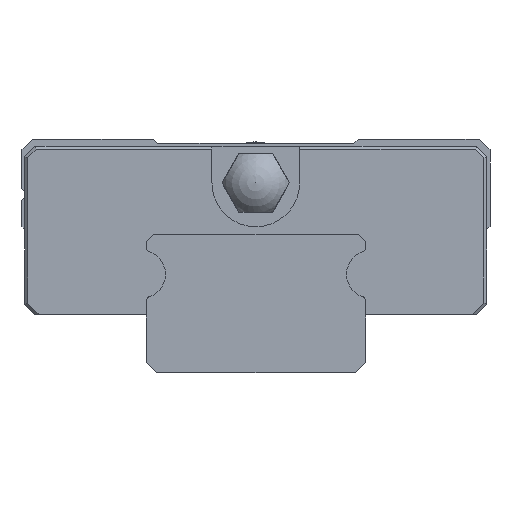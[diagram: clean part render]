
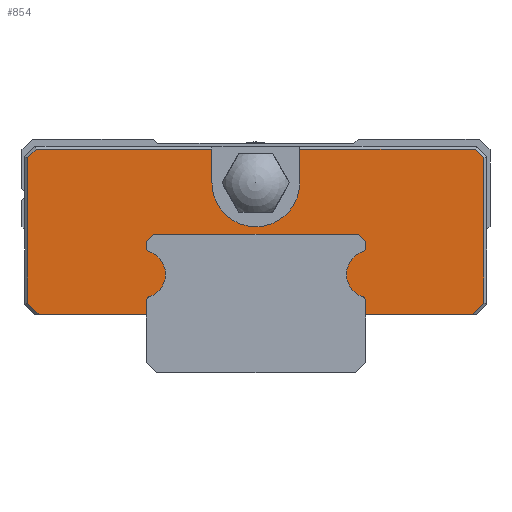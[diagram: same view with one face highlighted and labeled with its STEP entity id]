
A CAD part, front view. The second image highlights one B-rep face of the part: STEP entity #854.
In plain terms, the highlighted planar face has unit normal (0, -1, 0).
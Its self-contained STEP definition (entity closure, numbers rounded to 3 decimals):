
#161=PLANE('',#2503);
#259=FACE_OUTER_BOUND('',#1077,.T.);
#306=LINE('',#3272,#536);
#355=LINE('',#3377,#585);
#377=LINE('',#3455,#607);
#381=LINE('',#3467,#611);
#387=LINE('',#3488,#617);
#390=LINE('',#3494,#620);
#392=LINE('',#3497,#622);
#395=LINE('',#3503,#625);
#398=LINE('',#3531,#628);
#422=LINE('',#3595,#652);
#426=LINE('',#3602,#656);
#427=LINE('',#3604,#657);
#431=LINE('',#3614,#661);
#432=LINE('',#3616,#662);
#434=LINE('',#3620,#664);
#437=LINE('',#3625,#667);
#440=LINE('',#3631,#670);
#441=LINE('',#3633,#671);
#444=LINE('',#3639,#674);
#536=VECTOR('',#2637,1.);
#585=VECTOR('',#2718,1.);
#607=VECTOR('',#2774,1.);
#611=VECTOR('',#2786,1.);
#617=VECTOR('',#2806,1.);
#620=VECTOR('',#2811,1.);
#622=VECTOR('',#2815,1.);
#625=VECTOR('',#2820,1.);
#628=VECTOR('',#2831,1.);
#652=VECTOR('',#2889,1.);
#656=VECTOR('',#2895,1.);
#657=VECTOR('',#2898,1.);
#661=VECTOR('',#2908,1.);
#662=VECTOR('',#2911,1.);
#664=VECTOR('',#2915,1.);
#667=VECTOR('',#2920,1.);
#670=VECTOR('',#2925,1.);
#671=VECTOR('',#2928,1.);
#674=VECTOR('',#2937,1.);
#854=ADVANCED_FACE('',(#259),#161,.F.);
#1077=EDGE_LOOP('',(#1469,#1470,#1471,#1472,#1473,#1474,#1475,#1476,#1477,
#1478,#1479,#1480,#1481,#1482,#1483,#1484,#1485,#1486,#1487,#1488,#1489,
#1490,#1491,#1492,#1493,#1494));
#1469=ORIENTED_EDGE('',*,*,#2079,.T.);
#1470=ORIENTED_EDGE('',*,*,#2115,.T.);
#1471=ORIENTED_EDGE('',*,*,#2109,.T.);
#1472=ORIENTED_EDGE('',*,*,#2106,.F.);
#1473=ORIENTED_EDGE('',*,*,#2118,.T.);
#1474=ORIENTED_EDGE('',*,*,#2139,.T.);
#1475=ORIENTED_EDGE('',*,*,#2136,.T.);
#1476=ORIENTED_EDGE('',*,*,#2121,.T.);
#1477=ORIENTED_EDGE('',*,*,#2134,.T.);
#1478=ORIENTED_EDGE('',*,*,#2131,.T.);
#1479=ORIENTED_EDGE('',*,*,#2128,.T.);
#1480=ORIENTED_EDGE('',*,*,#2125,.F.);
#1481=ORIENTED_EDGE('',*,*,#2144,.T.);
#1482=ORIENTED_EDGE('',*,*,#2148,.T.);
#1483=ORIENTED_EDGE('',*,*,#2028,.T.);
#1484=ORIENTED_EDGE('',*,*,#2198,.T.);
#1485=ORIENTED_EDGE('',*,*,#2199,.T.);
#1486=ORIENTED_EDGE('',*,*,#2192,.T.);
#1487=ORIENTED_EDGE('',*,*,#2190,.T.);
#1488=ORIENTED_EDGE('',*,*,#2189,.T.);
#1489=ORIENTED_EDGE('',*,*,#2186,.T.);
#1490=ORIENTED_EDGE('',*,*,#2184,.T.);
#1491=ORIENTED_EDGE('',*,*,#2183,.T.);
#1492=ORIENTED_EDGE('',*,*,#2179,.T.);
#1493=ORIENTED_EDGE('',*,*,#2202,.T.);
#1494=ORIENTED_EDGE('',*,*,#2195,.T.);
#1810=VERTEX_POINT('',#3271);
#1811=VERTEX_POINT('',#3273);
#1850=VERTEX_POINT('',#3376);
#1851=VERTEX_POINT('',#3378);
#1866=VERTEX_POINT('',#3424);
#1867=VERTEX_POINT('',#3426);
#1869=VERTEX_POINT('',#3432);
#1875=VERTEX_POINT('',#3460);
#1877=VERTEX_POINT('',#3466);
#1878=VERTEX_POINT('',#3468);
#1881=VERTEX_POINT('',#3475);
#1882=VERTEX_POINT('',#3477);
#1884=VERTEX_POINT('',#3483);
#1886=VERTEX_POINT('',#3489);
#1888=VERTEX_POINT('',#3498);
#1893=VERTEX_POINT('',#3521);
#1917=VERTEX_POINT('',#3594);
#1918=VERTEX_POINT('',#3596);
#1919=VERTEX_POINT('',#3601);
#1920=VERTEX_POINT('',#3605);
#1921=VERTEX_POINT('',#3609);
#1922=VERTEX_POINT('',#3613);
#1923=VERTEX_POINT('',#3617);
#1924=VERTEX_POINT('',#3621);
#1925=VERTEX_POINT('',#3626);
#1926=VERTEX_POINT('',#3630);
#2028=EDGE_CURVE('',#1811,#1810,#306,.T.);
#2079=EDGE_CURVE('',#1851,#1850,#355,.T.);
#2106=EDGE_CURVE('',#1866,#1867,#2347,.T.);
#2109=EDGE_CURVE('',#1869,#1867,#2349,.T.);
#2115=EDGE_CURVE('',#1850,#1869,#377,.T.);
#2118=EDGE_CURVE('',#1866,#1875,#2351,.T.);
#2121=EDGE_CURVE('',#1878,#1877,#381,.T.);
#2125=EDGE_CURVE('',#1881,#1882,#2353,.T.);
#2128=EDGE_CURVE('',#1884,#1882,#2355,.T.);
#2131=EDGE_CURVE('',#1886,#1884,#387,.T.);
#2134=EDGE_CURVE('',#1877,#1886,#390,.T.);
#2136=EDGE_CURVE('',#1888,#1878,#392,.T.);
#2139=EDGE_CURVE('',#1875,#1888,#395,.T.);
#2144=EDGE_CURVE('',#1881,#1893,#2357,.T.);
#2148=EDGE_CURVE('',#1893,#1811,#398,.T.);
#2179=EDGE_CURVE('',#1918,#1917,#422,.T.);
#2183=EDGE_CURVE('',#1919,#1918,#426,.T.);
#2184=EDGE_CURVE('',#1920,#1919,#427,.T.);
#2186=EDGE_CURVE('',#1921,#1920,#2366,.T.);
#2189=EDGE_CURVE('',#1922,#1921,#431,.T.);
#2190=EDGE_CURVE('',#1923,#1922,#432,.T.);
#2192=EDGE_CURVE('',#1924,#1923,#434,.T.);
#2195=EDGE_CURVE('',#1925,#1851,#437,.T.);
#2198=EDGE_CURVE('',#1810,#1926,#440,.T.);
#2199=EDGE_CURVE('',#1926,#1924,#441,.T.);
#2202=EDGE_CURVE('',#1917,#1925,#444,.T.);
#2347=CIRCLE('',#2445,1.613);
#2349=CIRCLE('',#2448,0.3);
#2351=CIRCLE('',#2452,0.3);
#2353=CIRCLE('',#2456,1.613);
#2355=CIRCLE('',#2459,0.3);
#2357=CIRCLE('',#2466,0.3);
#2366=CIRCLE('',#2489,3.);
#2445=AXIS2_PLACEMENT_3D('',#3425,#2761,#2762);
#2448=AXIS2_PLACEMENT_3D('',#3431,#2768,#2769);
#2452=AXIS2_PLACEMENT_3D('',#3461,#2779,#2780);
#2456=AXIS2_PLACEMENT_3D('',#3476,#2792,#2793);
#2459=AXIS2_PLACEMENT_3D('',#3482,#2799,#2800);
#2466=AXIS2_PLACEMENT_3D('',#3522,#2824,#2825);
#2489=AXIS2_PLACEMENT_3D('',#3608,#2902,#2903);
#2503=AXIS2_PLACEMENT_3D('',#3644,#2946,#2947);
#2637=DIRECTION('',(1.,0.,0.));
#2718=DIRECTION('',(1.,0.,0.));
#2761=DIRECTION('',(0.,1.,0.));
#2762=DIRECTION('',(0.,0.,1.));
#2768=DIRECTION('',(0.,1.,0.));
#2769=DIRECTION('',(0.,0.,1.));
#2774=DIRECTION('',(0.,0.,1.));
#2779=DIRECTION('',(0.,1.,0.));
#2780=DIRECTION('',(0.,0.,1.));
#2786=DIRECTION('',(1.,0.,0.));
#2792=DIRECTION('',(0.,1.,0.));
#2793=DIRECTION('',(0.,0.,1.));
#2799=DIRECTION('',(0.,1.,0.));
#2800=DIRECTION('',(0.,0.,1.));
#2806=DIRECTION('',(0.,0.,-1.));
#2811=DIRECTION('',(0.707,0.,-0.707));
#2815=DIRECTION('',(0.707,0.,0.707));
#2820=DIRECTION('',(0.,0.,1.));
#2824=DIRECTION('',(0.,1.,0.));
#2825=DIRECTION('',(0.,0.,1.));
#2831=DIRECTION('',(0.,0.,-1.));
#2889=DIRECTION('',(-0.707,0.,-0.707));
#2895=DIRECTION('',(-1.,0.,0.));
#2898=DIRECTION('',(0.,0.,1.));
#2902=DIRECTION('',(0.,1.,0.));
#2903=DIRECTION('',(1.,0.,0.));
#2908=DIRECTION('',(0.,0.,-1.));
#2911=DIRECTION('',(-1.,0.,0.));
#2915=DIRECTION('',(-0.707,0.,0.707));
#2920=DIRECTION('',(0.707,0.,-0.707));
#2925=DIRECTION('',(0.707,0.,0.707));
#2928=DIRECTION('',(0.,0.,1.));
#2937=DIRECTION('',(0.,0.,-1.));
#2946=DIRECTION('',(0.,1.,0.));
#2947=DIRECTION('',(0.,0.,1.));
#3271=CARTESIAN_POINT('',(-4617.415,-621.517,4.));
#3272=CARTESIAN_POINT('',(-4647.332,-621.517,4.));
#3273=CARTESIAN_POINT('',(-4624.717,-621.517,4.));
#3376=CARTESIAN_POINT('',(-4639.717,-621.517,4.));
#3377=CARTESIAN_POINT('',(-4647.332,-621.517,4.));
#3378=CARTESIAN_POINT('',(-4647.049,-621.517,4.));
#3424=CARTESIAN_POINT('',(-4639.5,-621.517,8.278));
#3425=CARTESIAN_POINT('',(-4640.017,-621.517,6.75));
#3426=CARTESIAN_POINT('',(-4639.5,-621.517,5.222));
#3431=CARTESIAN_POINT('',(-4639.404,-621.517,4.937));
#3432=CARTESIAN_POINT('',(-4639.71,-621.517,4.937));
#3455=CARTESIAN_POINT('',(-4639.717,-621.517,-11.1));
#3460=CARTESIAN_POINT('',(-4639.704,-621.517,8.563));
#3461=CARTESIAN_POINT('',(-4639.404,-621.517,8.563));
#3466=CARTESIAN_POINT('',(-4625.229,-621.517,9.5));
#3467=CARTESIAN_POINT('',(-4632.232,-621.517,9.5));
#3468=CARTESIAN_POINT('',(-4639.204,-621.517,9.5));
#3475=CARTESIAN_POINT('',(-4624.933,-621.517,5.222));
#3476=CARTESIAN_POINT('',(-4624.417,-621.517,6.75));
#3477=CARTESIAN_POINT('',(-4624.933,-621.517,8.278));
#3482=CARTESIAN_POINT('',(-4625.029,-621.517,8.563));
#3483=CARTESIAN_POINT('',(-4624.729,-621.517,8.563));
#3488=CARTESIAN_POINT('',(-4624.729,-621.517,-11.1));
#3489=CARTESIAN_POINT('',(-4624.729,-621.517,9.));
#3494=CARTESIAN_POINT('',(-4618.43,-621.517,2.701));
#3497=CARTESIAN_POINT('',(-4646.018,-621.517,2.686));
#3498=CARTESIAN_POINT('',(-4639.704,-621.517,9.));
#3503=CARTESIAN_POINT('',(-4639.704,-621.517,-11.1));
#3521=CARTESIAN_POINT('',(-4624.723,-621.517,4.937));
#3522=CARTESIAN_POINT('',(-4625.029,-621.517,4.937));
#3531=CARTESIAN_POINT('',(-4624.717,-621.517,-11.1));
#3594=CARTESIAN_POINT('',(-4647.832,-621.517,14.717));
#3595=CARTESIAN_POINT('',(-4652.94,-621.517,9.609));
#3596=CARTESIAN_POINT('',(-4647.249,-621.517,15.3));
#3601=CARTESIAN_POINT('',(-4635.232,-621.517,15.3));
#3602=CARTESIAN_POINT('',(-4632.232,-621.517,15.3));
#3604=CARTESIAN_POINT('',(-4635.232,-621.517,13.));
#3605=CARTESIAN_POINT('',(-4635.232,-621.517,13.));
#3608=CARTESIAN_POINT('',(-4632.232,-621.517,13.));
#3609=CARTESIAN_POINT('',(-4629.232,-621.517,13.));
#3613=CARTESIAN_POINT('',(-4629.232,-621.517,15.3));
#3614=CARTESIAN_POINT('',(-4629.232,-621.517,15.5));
#3616=CARTESIAN_POINT('',(-4632.232,-621.517,15.3));
#3617=CARTESIAN_POINT('',(-4617.215,-621.517,15.3));
#3620=CARTESIAN_POINT('',(-4611.523,-621.517,9.609));
#3621=CARTESIAN_POINT('',(-4616.632,-621.517,14.717));
#3625=CARTESIAN_POINT('',(-4632.09,-621.517,-10.959));
#3626=CARTESIAN_POINT('',(-4647.832,-621.517,4.783));
#3630=CARTESIAN_POINT('',(-4616.632,-621.517,4.783));
#3631=CARTESIAN_POINT('',(-4632.373,-621.517,-10.959));
#3633=CARTESIAN_POINT('',(-4616.632,-621.517,-11.1));
#3639=CARTESIAN_POINT('',(-4647.832,-621.517,-11.1));
#3644=CARTESIAN_POINT('',(-4632.232,-621.517,-11.1));
